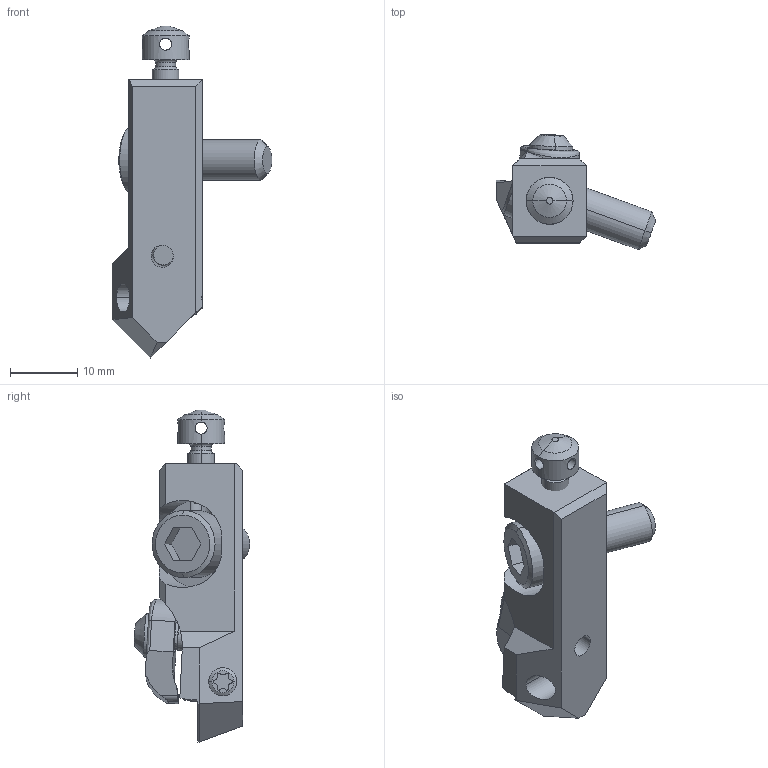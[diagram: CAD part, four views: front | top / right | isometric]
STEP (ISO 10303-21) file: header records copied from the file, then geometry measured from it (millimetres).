
FILE_DESCRIPTION(/* description */ (''),/* implementation_level */ '2;1');
FILE_NAME(/* name */ 'CSSPR10CA09.stp',/* time_stamp */ '2019-07-23T15:58:13+09:00',/* author */ (''),/* organization */ (''),/* preprocessor_version */ 'ST-DEVELOPER v16',/* originating_system */ 'SIEMENS PLM Software NX 10.0',/* authorisation */ '');
FILE_SCHEMA (('AUTOMOTIVE_DESIGN { 1 0 10303 214 3 1 1 1 }'));
Length unit declared in the file: millimetre
Products named in the file (1): CSSPR10CA09_ASM
Bounding box: 23.83 x 17.21 x 49.55 mm (x, y, z)
Volume: 4788.8 mm3; surface area: 4172.2 mm2
Topology: 7 solids, 7 shells, 211 faces, 553 edges, 356 vertices
Faces by surface type: cylinder 86, plane 84, cone 30, torus 8, bspline 3
Entity records: 8184 total; most frequent: CARTESIAN_POINT 2634, DIRECTION 1192, ORIENTED_EDGE 1102, EDGE_CURVE 551, AXIS2_PLACEMENT_3D 457, VERTEX_POINT 356, LINE 278, VECTOR 278
